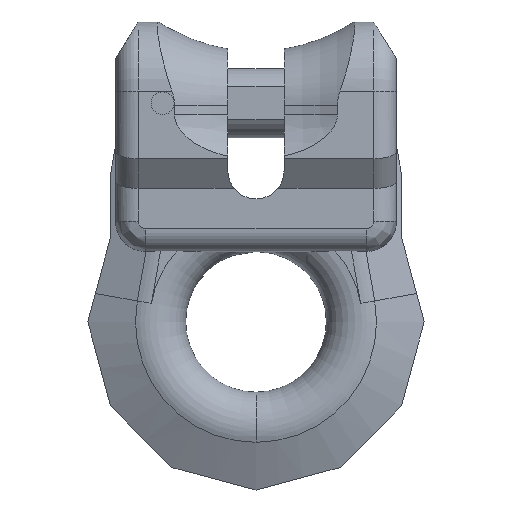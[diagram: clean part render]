
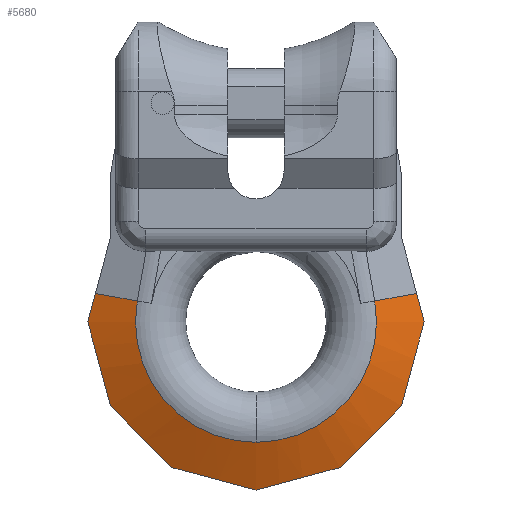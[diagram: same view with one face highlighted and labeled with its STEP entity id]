
A CAD part, front view. The second image highlights one B-rep face of the part: STEP entity #5680.
In plain terms, the highlighted conical face has half-angle 66.747 degrees and reference radius 38.03 mm.
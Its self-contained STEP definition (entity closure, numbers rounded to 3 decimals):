
#29=CARTESIAN_POINT('',(0.,-8.728,18.5));
#30=DIRECTION('',(0.,-1.,0.));
#31=DIRECTION('',(0.,0.,-1.));
#32=AXIS2_PLACEMENT_3D('',#29,#30,#31);
#151=DIRECTION('',(-0.905,-0.395,-0.16));
#152=VECTOR('',#151,12.204);
#153=CARTESIAN_POINT('',(42.311,-3.91,25.961));
#154=LINE('',#153,#152);
#251=CARTESIAN_POINT('',(0.,-3.332,-25.81));
#252=CARTESIAN_POINT('',(-1.475,-3.502,
-25.415));
#253=CARTESIAN_POINT('',(-4.427,-3.778,
-24.624));
#254=CARTESIAN_POINT('',(-8.858,-3.989,
-23.436));
#255=CARTESIAN_POINT('',(-13.298,-3.989,
-22.247));
#256=CARTESIAN_POINT('',(-17.728,-3.778,
-21.06));
#257=CARTESIAN_POINT('',(-20.68,-3.502,
-20.269));
#258=CARTESIAN_POINT('',(-22.155,-3.332,
-19.873));
#260=CARTESIAN_POINT('',(-22.155,-3.332,
-19.873));
#261=CARTESIAN_POINT('',(-23.235,-3.502,
-18.794));
#262=CARTESIAN_POINT('',(-25.395,-3.778,
-16.633));
#263=CARTESIAN_POINT('',(-28.639,-3.989,
-13.389));
#264=CARTESIAN_POINT('',(-31.889,-3.989,
-10.139));
#265=CARTESIAN_POINT('',(-35.133,-3.778,
-6.895));
#266=CARTESIAN_POINT('',(-37.294,-3.502,
-4.735));
#267=CARTESIAN_POINT('',(-38.373,-3.332,
-3.655));
#269=CARTESIAN_POINT('',(-38.373,-3.332,
-3.655));
#270=CARTESIAN_POINT('',(-38.769,-3.502,
-2.18));
#271=CARTESIAN_POINT('',(-39.56,-3.778,
0.772));
#272=CARTESIAN_POINT('',(-40.747,-3.989,5.203));
#273=CARTESIAN_POINT('',(-41.936,-3.989,9.643));
#274=CARTESIAN_POINT('',(-43.124,-3.778,14.073));
#275=CARTESIAN_POINT('',(-43.915,-3.502,17.025));
#276=CARTESIAN_POINT('',(-44.31,-3.332,18.5));
#278=CARTESIAN_POINT('',(-44.31,-3.332,18.5));
#279=CARTESIAN_POINT('',(-44.088,-3.427,19.328));
#280=CARTESIAN_POINT('',(-43.644,-3.598,20.985));
#281=CARTESIAN_POINT('',(-42.978,-3.792,23.47));
#282=CARTESIAN_POINT('',(-42.533,-3.878,25.13));
#283=CARTESIAN_POINT('',(-42.311,-3.91,25.961));
#285=CARTESIAN_POINT('',(42.311,-3.91,25.961));
#286=CARTESIAN_POINT('',(42.533,-3.878,25.13));
#287=CARTESIAN_POINT('',(42.978,-3.792,23.469));
#288=CARTESIAN_POINT('',(43.644,-3.598,20.984));
#289=CARTESIAN_POINT('',(44.088,-3.427,19.328));
#290=CARTESIAN_POINT('',(44.31,-3.332,18.5));
#292=CARTESIAN_POINT('',(44.31,-3.332,18.5));
#293=CARTESIAN_POINT('',(43.915,-3.502,17.025));
#294=CARTESIAN_POINT('',(43.124,-3.778,14.073));
#295=CARTESIAN_POINT('',(41.936,-3.989,9.642));
#296=CARTESIAN_POINT('',(40.747,-3.989,5.202));
#297=CARTESIAN_POINT('',(39.56,-3.778,0.772));
#298=CARTESIAN_POINT('',(38.769,-3.502,-2.18));
#299=CARTESIAN_POINT('',(38.373,-3.332,-3.655));
#301=CARTESIAN_POINT('',(38.373,-3.332,-3.655));
#302=CARTESIAN_POINT('',(37.294,-3.502,-4.735));
#303=CARTESIAN_POINT('',(35.133,-3.778,-6.895));
#304=CARTESIAN_POINT('',(31.889,-3.989,-10.139));
#305=CARTESIAN_POINT('',(28.639,-3.989,-13.389));
#306=CARTESIAN_POINT('',(25.395,-3.778,-16.633));
#307=CARTESIAN_POINT('',(23.235,-3.502,-18.794));
#308=CARTESIAN_POINT('',(22.155,-3.332,-19.873));
#310=CARTESIAN_POINT('',(22.155,-3.332,-19.873));
#311=CARTESIAN_POINT('',(20.68,-3.502,-20.269));
#312=CARTESIAN_POINT('',(17.728,-3.778,-21.06));
#313=CARTESIAN_POINT('',(13.297,-3.989,-22.247));
#314=CARTESIAN_POINT('',(8.857,-3.989,-23.436));
#315=CARTESIAN_POINT('',(4.427,-3.778,-24.624));
#316=CARTESIAN_POINT('',(1.475,-3.502,-25.415));
#317=CARTESIAN_POINT('',(0.,-3.332,-25.81));
#369=CARTESIAN_POINT('',(0.,-8.728,18.5));
#370=DIRECTION('',(0.,1.,0.));
#371=DIRECTION('',(0.,0.,-1.));
#372=AXIS2_PLACEMENT_3D('',#369,#370,#371);
#515=DIRECTION('',(0.905,-0.395,-0.16));
#516=VECTOR('',#515,12.204);
#517=CARTESIAN_POINT('',(-42.311,-3.91,25.961));
#518=LINE('',#517,#516);
#4225=CARTESIAN_POINT('',(-31.268,-8.728,
24.013));
#4227=VERTEX_POINT('',#4225);
#4229=CARTESIAN_POINT('',(0.,-8.728,-13.25));
#4230=VERTEX_POINT('',#4229);
#4231=CARTESIAN_POINT('',(31.268,-8.728,24.013));
#4233=VERTEX_POINT('',#4231);
#4448=VERTEX_POINT('',#251);
#4449=VERTEX_POINT('',#258);
#4450=VERTEX_POINT('',#267);
#4451=VERTEX_POINT('',#276);
#4452=VERTEX_POINT('',#283);
#4453=VERTEX_POINT('',#285);
#4454=VERTEX_POINT('',#290);
#4455=VERTEX_POINT('',#299);
#4456=VERTEX_POINT('',#308);
#5656=CARTESIAN_POINT('',(0.,-6.03,18.5));
#5657=DIRECTION('',(0.,1.,0.));
#5658=DIRECTION('',(0.,0.,1.));
#5659=AXIS2_PLACEMENT_3D('',#5656,#5657,#5658);
#5660=CONICAL_SURFACE('',#5659,38.03,66.747);
#5661=ORIENTED_EDGE('',*,*,#5610,.T.);
#5663=ORIENTED_EDGE('',*,*,#5662,.T.);
#5665=ORIENTED_EDGE('',*,*,#5664,.T.);
#5667=ORIENTED_EDGE('',*,*,#5666,.T.);
#5669=ORIENTED_EDGE('',*,*,#5668,.T.);
#5671=ORIENTED_EDGE('',*,*,#5670,.F.);
#5672=ORIENTED_EDGE('',*,*,#5381,.T.);
#5673=ORIENTED_EDGE('',*,*,#5538,.F.);
#5674=ORIENTED_EDGE('',*,*,#5565,.T.);
#5675=ORIENTED_EDGE('',*,*,#5651,.T.);
#5676=ORIENTED_EDGE('',*,*,#5638,.T.);
#5677=ORIENTED_EDGE('',*,*,#5624,.T.);
#5678=EDGE_LOOP('',(#5661,#5663,#5665,#5667,#5669,#5671,#5672,#5673,#5674,#5675,
#5676,#5677));
#5679=FACE_OUTER_BOUND('',#5678,.F.);
#5680=ADVANCED_FACE('',(#5679),#5660,.T.);
#33=CIRCLE('',#32,31.75);
#259=B_SPLINE_CURVE_WITH_KNOTS('',3,(#251,#252,#253,#254,#255,#256,#257,#258),
.UNSPECIFIED.,.F.,.F.,(4,1,1,1,1,4),(0.,0.2,0.4,0.6,0.8,1.),
.UNSPECIFIED.);
#268=B_SPLINE_CURVE_WITH_KNOTS('',3,(#260,#261,#262,#263,#264,#265,#266,#267),
.UNSPECIFIED.,.F.,.F.,(4,1,1,1,1,4),(0.,0.2,0.4,0.6,0.8,1.),
.UNSPECIFIED.);
#277=B_SPLINE_CURVE_WITH_KNOTS('',3,(#269,#270,#271,#272,#273,#274,#275,#276),
.UNSPECIFIED.,.F.,.F.,(4,1,1,1,1,4),(0.,0.2,0.4,0.6,0.8,1.),
.UNSPECIFIED.);
#284=B_SPLINE_CURVE_WITH_KNOTS('',3,(#278,#279,#280,#281,#282,#283),
.UNSPECIFIED.,.F.,.F.,(4,1,1,4),(0.,0.333,0.667,1.),
.UNSPECIFIED.);
#291=B_SPLINE_CURVE_WITH_KNOTS('',3,(#285,#286,#287,#288,#289,#290),
.UNSPECIFIED.,.F.,.F.,(4,1,1,4),(0.,0.333,0.667,1.),
.UNSPECIFIED.);
#300=B_SPLINE_CURVE_WITH_KNOTS('',3,(#292,#293,#294,#295,#296,#297,#298,#299),
.UNSPECIFIED.,.F.,.F.,(4,1,1,1,1,4),(0.,0.2,0.4,0.6,0.8,1.),
.UNSPECIFIED.);
#309=B_SPLINE_CURVE_WITH_KNOTS('',3,(#301,#302,#303,#304,#305,#306,#307,#308),
.UNSPECIFIED.,.F.,.F.,(4,1,1,1,1,4),(0.,0.2,0.4,0.6,0.8,1.),
.UNSPECIFIED.);
#318=B_SPLINE_CURVE_WITH_KNOTS('',3,(#310,#311,#312,#313,#314,#315,#316,#317),
.UNSPECIFIED.,.F.,.F.,(4,1,1,1,1,4),(0.,0.2,0.4,0.6,0.8,1.),
.UNSPECIFIED.);
#373=CIRCLE('',#372,31.75);
#5381=EDGE_CURVE('',#4230,#4233,#33,.T.);
#5538=EDGE_CURVE('',#4453,#4233,#154,.T.);
#5565=EDGE_CURVE('',#4453,#4454,#291,.T.);
#5610=EDGE_CURVE('',#4448,#4449,#259,.T.);
#5624=EDGE_CURVE('',#4456,#4448,#318,.T.);
#5638=EDGE_CURVE('',#4455,#4456,#309,.T.);
#5651=EDGE_CURVE('',#4454,#4455,#300,.T.);
#5662=EDGE_CURVE('',#4449,#4450,#268,.T.);
#5664=EDGE_CURVE('',#4450,#4451,#277,.T.);
#5666=EDGE_CURVE('',#4451,#4452,#284,.T.);
#5668=EDGE_CURVE('',#4452,#4227,#518,.T.);
#5670=EDGE_CURVE('',#4230,#4227,#373,.T.);
